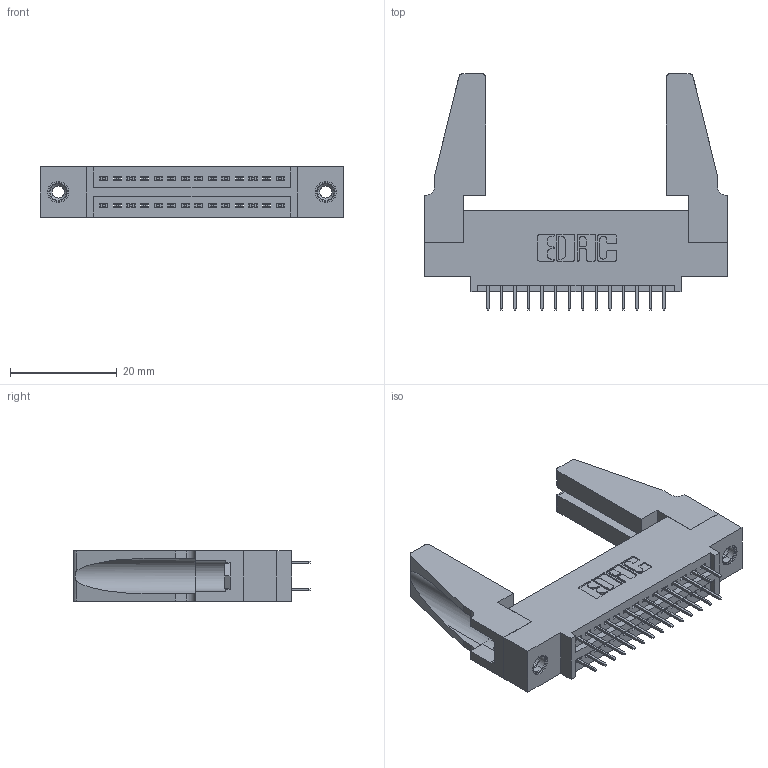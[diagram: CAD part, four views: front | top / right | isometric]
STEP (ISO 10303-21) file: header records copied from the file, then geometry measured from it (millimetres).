
FILE_DESCRIPTION (( 'STEP AP203' ), '1' );
FILE_NAME ('345-028-525-588.STEP', '2020-09-19T11:18:26', ( '' ), ( '' ), 'SwSTEP 2.0', 'SolidWorks 2020', '' );
FILE_SCHEMA (( 'CONFIG_CONTROL_DESIGN' ));
Length unit declared in the file: inch
Products named in the file (5): 345 Part_0.110 Offset - 0.156 Dia-TH; 345-250-001_345-250-001-102; 345-028-525-588; 345-292-001_345-293-125; 345-220-078_345-220-088
Assembly tree (33 placements, depth 2):
  345-028-525-588
    345 Part_0.110 Offset - 0.156 Dia-TH
    345-292-001_345-293-125  x28
    345-250-001_345-250-001-102  x2
    345-220-078_345-220-088  x2
Bounding box: 56.79 x 44.37 x 9.4 mm (x, y, z)
Volume: 8390.2 mm3; surface area: 10128.2 mm2
Topology: 33 solids, 33 shells, 1766 faces, 4951 edges, 3178 vertices
Faces by surface type: plane 1248, cylinder 502, cone 12, torus 4
Entity records: 17108 total; most frequent: CARTESIAN_POINT 2890, ORIENTED_EDGE 2784, DIRECTION 2588, EDGE_CURVE 1392, VECTOR 1166, LINE 1166, VERTEX_POINT 918, AXIS2_PLACEMENT_3D 711
